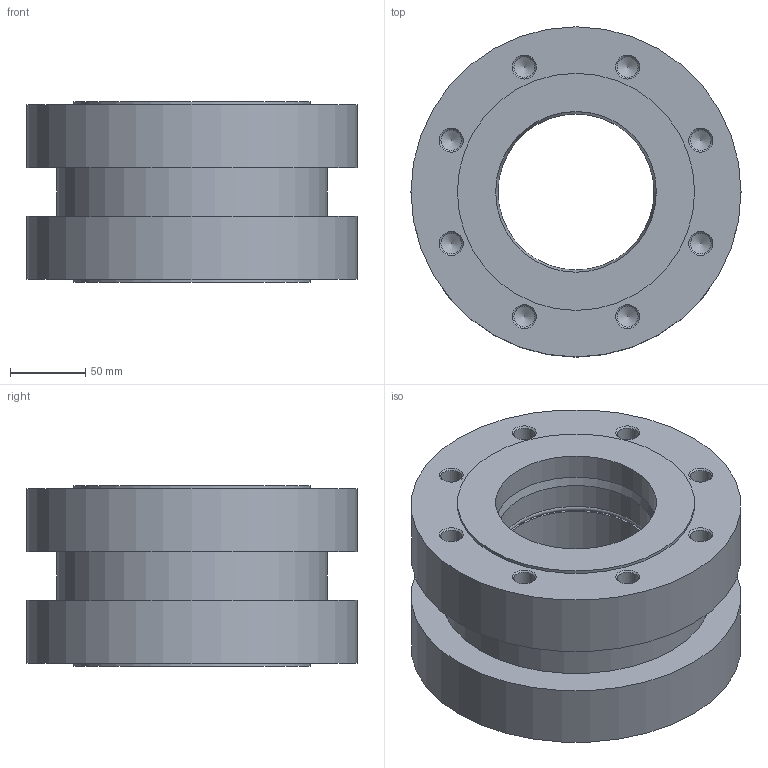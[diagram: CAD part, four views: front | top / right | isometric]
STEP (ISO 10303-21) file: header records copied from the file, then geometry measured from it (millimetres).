
FILE_DESCRIPTION(/* description */ ('STEP AP203'),/* implementation_level */ '2;1');
FILE_NAME(/* name */ 'Swivel Joint DGN-F 100',/* time_stamp */ '2024-11-08T11:59:50+01:00',/* author */ ('License CC BY-ND 4.0'),/* organization */ ('CADENAS'),/* preprocessor_version */ 'ST-DEVELOPER v19.3',/* originating_system */ 'PARTsolutions',/* authorisation */ ' ');
FILE_SCHEMA (('CONFIG_CONTROL_DESIGN'));
Length unit declared in the file: millimetre
Products named in the file (1): Rohrdrehgelenk DGN-F 100
Bounding box: 220 x 220 x 120 mm (x, y, z)
Volume: 2970076.1 mm3; surface area: 223790.5 mm2
Topology: 1 solids, 1 shells, 67 faces, 150 edges, 91 vertices
Faces by surface type: cone 33, cylinder 25, plane 8, torus 1
Full cylindrical faces by diameter (mm): 13.835 x16, 104 x2, 107.1 x2, 158 x2, 180 x1, 220 x2
Entity records: 1905 total; most frequent: DIRECTION 270, CARTESIAN_POINT 218, FACE_BOUND 150, AXIS2_PLACEMENT_3D 135, ORIENTED_EDGE 134, EDGE_LOOP 134, VERTEX_POINT 83, EDGE_CURVE 67
